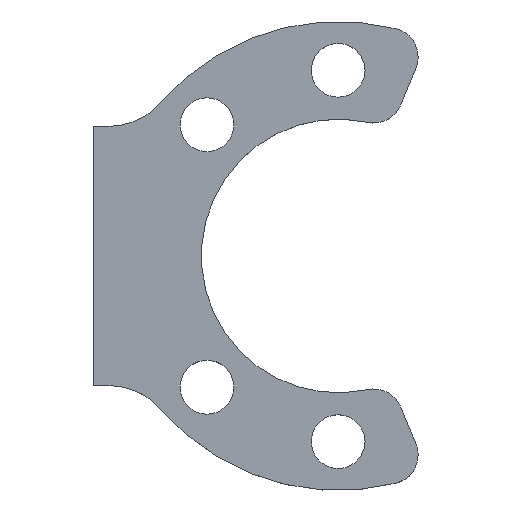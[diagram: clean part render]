
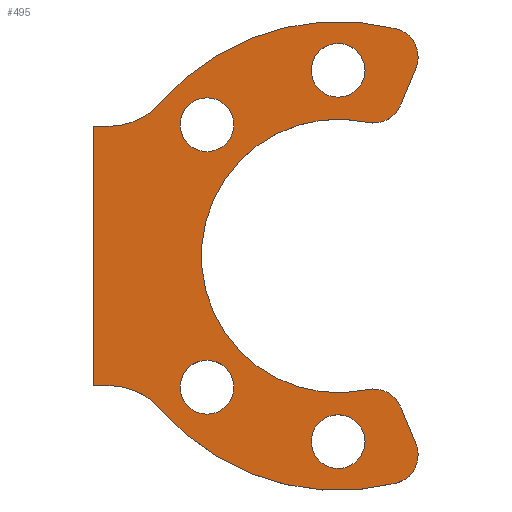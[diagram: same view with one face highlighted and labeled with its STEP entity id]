
A CAD part, top view. The second image highlights one B-rep face of the part: STEP entity #495.
In plain terms, the highlighted planar face has unit normal (0, 0, 1).
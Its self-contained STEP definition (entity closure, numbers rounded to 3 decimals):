
#17=FACE_BOUND('',#69,.T.);
#18=FACE_BOUND('',#70,.T.);
#19=FACE_BOUND('',#71,.T.);
#20=FACE_BOUND('',#72,.T.);
#29=PLANE('',#539);
#42=FACE_OUTER_BOUND('',#68,.T.);
#68=EDGE_LOOP('',(#342,#343,#344,#345,#346,#347,#348,#349,#350,#351,#352,
#353,#354,#355));
#69=EDGE_LOOP('',(#356));
#70=EDGE_LOOP('',(#357));
#71=EDGE_LOOP('',(#358));
#72=EDGE_LOOP('',(#359));
#107=LINE('',#767,#147);
#108=LINE('',#775,#148);
#109=LINE('',#777,#149);
#110=LINE('',#779,#150);
#111=LINE('',#787,#151);
#147=VECTOR('',#610,10.);
#148=VECTOR('',#617,10.);
#149=VECTOR('',#618,10.);
#150=VECTOR('',#619,10.);
#151=VECTOR('',#626,10.);
#184=CIRCLE('',#534,3.);
#186=CIRCLE('',#537,14.);
#188=CIRCLE('',#540,3.);
#189=CIRCLE('',#541,24.);
#190=CIRCLE('',#542,7.);
#191=CIRCLE('',#543,7.);
#192=CIRCLE('',#544,24.);
#193=CIRCLE('',#545,3.);
#194=CIRCLE('',#546,3.);
#195=CIRCLE('',#547,2.75);
#196=CIRCLE('',#548,2.75);
#197=CIRCLE('',#549,2.75);
#198=CIRCLE('',#550,2.75);
#214=VERTEX_POINT('',#751);
#215=VERTEX_POINT('',#752);
#218=VERTEX_POINT('',#760);
#220=VERTEX_POINT('',#766);
#221=VERTEX_POINT('',#768);
#222=VERTEX_POINT('',#770);
#223=VERTEX_POINT('',#772);
#224=VERTEX_POINT('',#774);
#225=VERTEX_POINT('',#776);
#226=VERTEX_POINT('',#778);
#227=VERTEX_POINT('',#780);
#228=VERTEX_POINT('',#782);
#229=VERTEX_POINT('',#784);
#230=VERTEX_POINT('',#786);
#231=VERTEX_POINT('',#789);
#232=VERTEX_POINT('',#791);
#233=VERTEX_POINT('',#793);
#234=VERTEX_POINT('',#795);
#262=EDGE_CURVE('',#214,#215,#184,.T.);
#266=EDGE_CURVE('',#218,#215,#186,.T.);
#269=EDGE_CURVE('',#214,#220,#107,.T.);
#270=EDGE_CURVE('',#221,#220,#188,.T.);
#271=EDGE_CURVE('',#221,#222,#189,.T.);
#272=EDGE_CURVE('',#223,#222,#190,.T.);
#273=EDGE_CURVE('',#223,#224,#108,.T.);
#274=EDGE_CURVE('',#225,#224,#109,.T.);
#275=EDGE_CURVE('',#226,#225,#110,.T.);
#276=EDGE_CURVE('',#227,#226,#191,.T.);
#277=EDGE_CURVE('',#227,#228,#192,.T.);
#278=EDGE_CURVE('',#229,#228,#193,.T.);
#279=EDGE_CURVE('',#229,#230,#111,.T.);
#280=EDGE_CURVE('',#218,#230,#194,.T.);
#281=EDGE_CURVE('',#231,#231,#195,.T.);
#282=EDGE_CURVE('',#232,#232,#196,.T.);
#283=EDGE_CURVE('',#233,#233,#197,.T.);
#284=EDGE_CURVE('',#234,#234,#198,.T.);
#342=ORIENTED_EDGE('',*,*,#262,.F.);
#343=ORIENTED_EDGE('',*,*,#269,.T.);
#344=ORIENTED_EDGE('',*,*,#270,.F.);
#345=ORIENTED_EDGE('',*,*,#271,.T.);
#346=ORIENTED_EDGE('',*,*,#272,.F.);
#347=ORIENTED_EDGE('',*,*,#273,.T.);
#348=ORIENTED_EDGE('',*,*,#274,.F.);
#349=ORIENTED_EDGE('',*,*,#275,.F.);
#350=ORIENTED_EDGE('',*,*,#276,.F.);
#351=ORIENTED_EDGE('',*,*,#277,.T.);
#352=ORIENTED_EDGE('',*,*,#278,.F.);
#353=ORIENTED_EDGE('',*,*,#279,.T.);
#354=ORIENTED_EDGE('',*,*,#280,.F.);
#355=ORIENTED_EDGE('',*,*,#266,.T.);
#356=ORIENTED_EDGE('',*,*,#281,.T.);
#357=ORIENTED_EDGE('',*,*,#282,.T.);
#358=ORIENTED_EDGE('',*,*,#283,.T.);
#359=ORIENTED_EDGE('',*,*,#284,.T.);
#495=ADVANCED_FACE('',(#42,#17,#18,#19,#20),#29,.T.);
#534=AXIS2_PLACEMENT_3D('',#753,#595,#596);
#537=AXIS2_PLACEMENT_3D('',#761,#603,#604);
#539=AXIS2_PLACEMENT_3D('',#765,#608,#609);
#540=AXIS2_PLACEMENT_3D('',#769,#611,#612);
#541=AXIS2_PLACEMENT_3D('',#771,#613,#614);
#542=AXIS2_PLACEMENT_3D('',#773,#615,#616);
#543=AXIS2_PLACEMENT_3D('',#781,#620,#621);
#544=AXIS2_PLACEMENT_3D('',#783,#622,#623);
#545=AXIS2_PLACEMENT_3D('',#785,#624,#625);
#546=AXIS2_PLACEMENT_3D('',#788,#627,#628);
#547=AXIS2_PLACEMENT_3D('',#790,#629,#630);
#548=AXIS2_PLACEMENT_3D('',#792,#631,#632);
#549=AXIS2_PLACEMENT_3D('',#794,#633,#634);
#550=AXIS2_PLACEMENT_3D('',#796,#635,#636);
#595=DIRECTION('center_axis',(0.,0.,-1.));
#596=DIRECTION('ref_axis',(0.463,-0.886,0.));
#603=DIRECTION('center_axis',(0.,0.,-1.));
#604=DIRECTION('ref_axis',(0.383,0.924,0.));
#608=DIRECTION('center_axis',(0.,0.,1.));
#609=DIRECTION('ref_axis',(1.,0.,0.));
#610=DIRECTION('',(0.383,0.924,0.));
#611=DIRECTION('center_axis',(0.,0.,-1.));
#612=DIRECTION('ref_axis',(0.894,0.448,0.));
#613=DIRECTION('center_axis',(0.,0.,1.));
#614=DIRECTION('ref_axis',(0.383,0.924,0.));
#615=DIRECTION('center_axis',(0.,0.,1.));
#616=DIRECTION('ref_axis',(0.416,-0.909,0.));
#617=DIRECTION('',(-1.,0.,0.));
#618=DIRECTION('',(0.,1.,0.));
#619=DIRECTION('',(-1.,0.,0.));
#620=DIRECTION('center_axis',(0.,0.,1.));
#621=DIRECTION('ref_axis',(0.416,0.909,0.));
#622=DIRECTION('center_axis',(0.,0.,1.));
#623=DIRECTION('ref_axis',(-0.833,-0.553,0.));
#624=DIRECTION('center_axis',(0.,0.,-1.));
#625=DIRECTION('ref_axis',(0.894,-0.448,0.));
#626=DIRECTION('',(-0.383,0.924,0.));
#627=DIRECTION('center_axis',(0.,0.,-1.));
#628=DIRECTION('ref_axis',(0.463,0.886,0.));
#629=DIRECTION('center_axis',(0.,0.,-1.));
#630=DIRECTION('ref_axis',(1.,0.,0.));
#631=DIRECTION('center_axis',(0.,0.,-1.));
#632=DIRECTION('ref_axis',(1.,0.,0.));
#633=DIRECTION('center_axis',(0.,0.,-1.));
#634=DIRECTION('ref_axis',(1.,0.,0.));
#635=DIRECTION('center_axis',(0.,0.,-1.));
#636=DIRECTION('ref_axis',(1.,0.,0.));
#751=CARTESIAN_POINT('',(6.404,15.459,3.));
#752=CARTESIAN_POINT('',(2.991,13.677,3.));
#753=CARTESIAN_POINT('Origin',(3.632,16.608,3.));
#760=CARTESIAN_POINT('',(2.991,-13.677,3.));
#761=CARTESIAN_POINT('Origin',(0.,0.,3.));
#765=CARTESIAN_POINT('Origin',(-5.408,0.,3.));
#766=CARTESIAN_POINT('',(7.954,19.202,3.));
#767=CARTESIAN_POINT('',(5.358,12.934,3.));
#768=CARTESIAN_POINT('',(5.923,23.258,3.));
#769=CARTESIAN_POINT('Origin',(5.182,20.351,3.));
#770=CARTESIAN_POINT('',(-18.161,15.69,3.));
#771=CARTESIAN_POINT('Origin',(0.,0.,3.));
#772=CARTESIAN_POINT('',(-23.458,13.266,3.));
#773=CARTESIAN_POINT('Origin',(-23.458,20.266,3.));
#774=CARTESIAN_POINT('',(-25.,13.266,3.));
#775=CARTESIAN_POINT('',(-20.,13.266,3.));
#776=CARTESIAN_POINT('',(-25.,-13.266,3.));
#777=CARTESIAN_POINT('',(-25.,13.266,3.));
#778=CARTESIAN_POINT('',(-23.458,-13.266,3.));
#779=CARTESIAN_POINT('',(-20.,-13.266,3.));
#780=CARTESIAN_POINT('',(-18.161,-15.69,3.));
#781=CARTESIAN_POINT('Origin',(-23.458,-20.266,3.));
#782=CARTESIAN_POINT('',(5.923,-23.258,3.));
#783=CARTESIAN_POINT('Origin',(0.,0.,3.));
#784=CARTESIAN_POINT('',(7.954,-19.202,3.));
#785=CARTESIAN_POINT('Origin',(5.182,-20.351,3.));
#786=CARTESIAN_POINT('',(6.404,-15.459,3.));
#787=CARTESIAN_POINT('',(5.358,-12.934,3.));
#788=CARTESIAN_POINT('Origin',(3.632,-16.608,3.));
#789=CARTESIAN_POINT('',(-2.75,19.,3.));
#790=CARTESIAN_POINT('Origin',(0.,19.,3.));
#791=CARTESIAN_POINT('',(-2.75,-19.,3.));
#792=CARTESIAN_POINT('Origin',(0.,-19.,3.));
#793=CARTESIAN_POINT('',(-16.185,13.435,3.));
#794=CARTESIAN_POINT('Origin',(-13.435,13.435,3.));
#795=CARTESIAN_POINT('',(-16.185,-13.435,3.));
#796=CARTESIAN_POINT('Origin',(-13.435,-13.435,3.));
